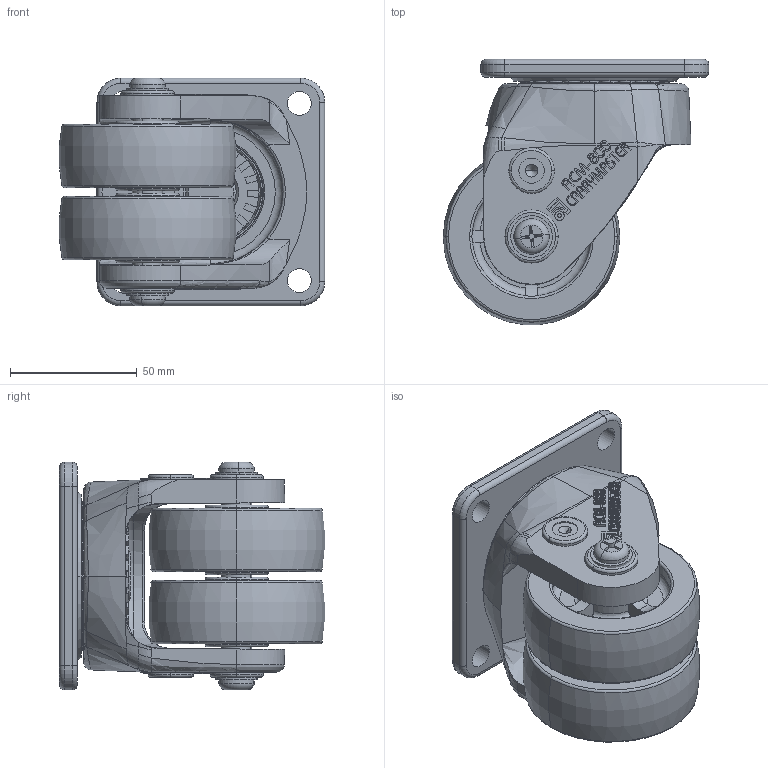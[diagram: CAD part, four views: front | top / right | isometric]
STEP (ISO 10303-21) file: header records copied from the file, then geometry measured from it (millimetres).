
FILE_DESCRIPTION (( 'STEP AP203' ), '1' );
FILE_NAME ('ACMT-800F.STEP', '2015-09-10T05:34:42', ( 'WON SINCHUL' ), ( 'Hewlett-Packard Company' ), 'SwSTEP 2.0', 'SolidWorks 2015', '' );
FILE_SCHEMA (( 'CONFIG_CONTROL_DESIGN' ));
Length unit declared in the file: millimetre
Products named in the file (1): ACMT-800F
Bounding box: 104.87 x 104.72 x 90 mm (x, y, z)
Volume: 354418.6 mm3; surface area: 104333.8 mm2
Topology: 36 solids, 36 shells, 1635 faces, 4416 edges, 2921 vertices
Faces by surface type: plane 855, bspline 421, cylinder 160, torus 114, sphere 54, cone 31
Entity records: 74886 total; most frequent: CARTESIAN_POINT 37367, ORIENTED_EDGE 8542, DIRECTION 6277, EDGE_CURVE 4271, VERTEX_POINT 2840, LINE 2525, VECTOR 2525, AXIS2_PLACEMENT_3D 1876
